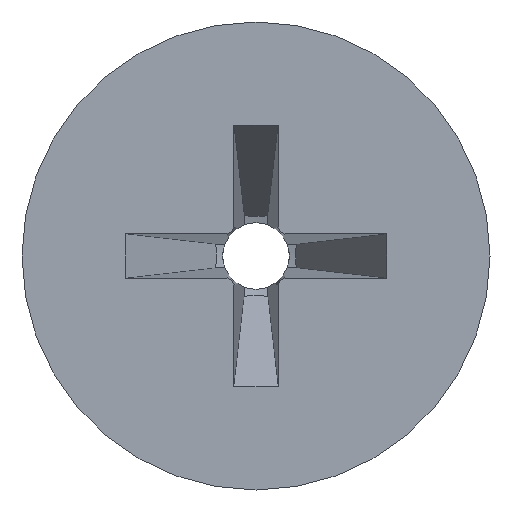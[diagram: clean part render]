
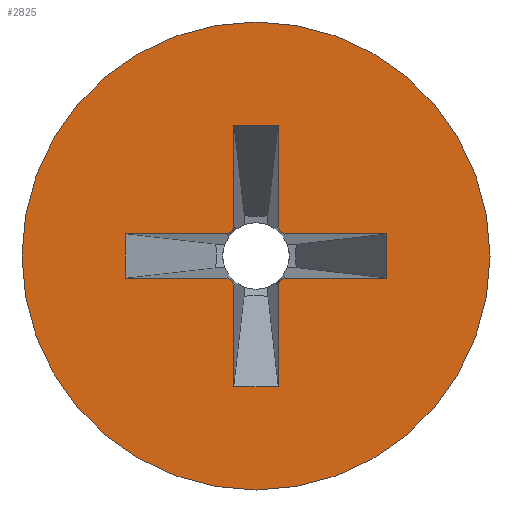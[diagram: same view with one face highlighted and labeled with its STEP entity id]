
A CAD part, left-side view. The second image highlights one B-rep face of the part: STEP entity #2825.
In plain terms, the highlighted planar face has unit normal (-1, 0, 0).
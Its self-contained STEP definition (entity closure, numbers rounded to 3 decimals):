
#115=CARTESIAN_POINT('',(0.,0.,0.));
#116=DIRECTION('',(-1.,0.,0.));
#117=DIRECTION('',(0.,1.,0.));
#118=AXIS2_PLACEMENT_3D('',#115,#116,#117);
#120=CARTESIAN_POINT('',(0.,0.,0.));
#121=DIRECTION('',(1.,0.,0.));
#122=DIRECTION('',(0.,1.,0.));
#123=AXIS2_PLACEMENT_3D('',#120,#121,#122);
#125=DIRECTION('',(0.,0.423,-0.906));
#126=VECTOR('',#125,0.102);
#127=CARTESIAN_POINT('',(0.,-0.486,-0.486));
#128=LINE('',#127,#126);
#129=DIRECTION('',(0.,0.906,-0.423));
#130=VECTOR('',#129,0.102);
#131=CARTESIAN_POINT('',(0.,-0.578,-0.443));
#132=LINE('',#131,#130);
#133=DIRECTION('',(0.,1.,0.));
#134=VECTOR('',#133,2.022);
#135=CARTESIAN_POINT('',(0.,-2.6,-0.443));
#136=LINE('',#135,#134);
#137=DIRECTION('',(0.,0.,-1.));
#138=VECTOR('',#137,0.885);
#139=CARTESIAN_POINT('',(0.,-2.6,0.443));
#140=LINE('',#139,#138);
#141=DIRECTION('',(0.,1.,0.));
#142=VECTOR('',#141,2.022);
#143=CARTESIAN_POINT('',(0.,-2.6,0.443));
#144=LINE('',#143,#142);
#145=DIRECTION('',(0.,0.906,0.423));
#146=VECTOR('',#145,0.102);
#147=CARTESIAN_POINT('',(0.,-0.578,0.443));
#148=LINE('',#147,#146);
#149=DIRECTION('',(0.,-0.423,-0.906));
#150=VECTOR('',#149,0.102);
#151=CARTESIAN_POINT('',(0.,-0.443,0.578));
#152=LINE('',#151,#150);
#153=DIRECTION('',(0.,0.,-1.));
#154=VECTOR('',#153,2.022);
#155=CARTESIAN_POINT('',(0.,-0.443,2.6));
#156=LINE('',#155,#154);
#157=DIRECTION('',(0.,1.,0.));
#158=VECTOR('',#157,0.885);
#159=CARTESIAN_POINT('',(0.,-0.443,2.6));
#160=LINE('',#159,#158);
#161=DIRECTION('',(0.,0.,-1.));
#162=VECTOR('',#161,2.022);
#163=CARTESIAN_POINT('',(0.,0.443,2.6));
#164=LINE('',#163,#162);
#165=DIRECTION('',(0.,0.423,-0.906));
#166=VECTOR('',#165,0.102);
#167=CARTESIAN_POINT('',(0.,0.443,0.578));
#168=LINE('',#167,#166);
#169=DIRECTION('',(0.,0.906,-0.423));
#170=VECTOR('',#169,0.102);
#171=CARTESIAN_POINT('',(0.,0.486,0.486));
#172=LINE('',#171,#170);
#173=DIRECTION('',(0.,1.,0.));
#174=VECTOR('',#173,2.022);
#175=CARTESIAN_POINT('',(0.,0.578,0.443));
#176=LINE('',#175,#174);
#177=DIRECTION('',(0.,0.,-1.));
#178=VECTOR('',#177,0.885);
#179=CARTESIAN_POINT('',(0.,2.6,0.443));
#180=LINE('',#179,#178);
#181=DIRECTION('',(0.,1.,0.));
#182=VECTOR('',#181,2.022);
#183=CARTESIAN_POINT('',(0.,0.578,-0.443));
#184=LINE('',#183,#182);
#185=DIRECTION('',(0.,0.906,0.423));
#186=VECTOR('',#185,0.102);
#187=CARTESIAN_POINT('',(0.,0.486,-0.486));
#188=LINE('',#187,#186);
#189=DIRECTION('',(0.,-0.423,-0.906));
#190=VECTOR('',#189,0.102);
#191=CARTESIAN_POINT('',(0.,0.486,-0.486));
#192=LINE('',#191,#190);
#193=DIRECTION('',(0.,0.,-1.));
#194=VECTOR('',#193,2.022);
#195=CARTESIAN_POINT('',(0.,0.443,-0.578));
#196=LINE('',#195,#194);
#197=DIRECTION('',(0.,1.,0.));
#198=VECTOR('',#197,0.885);
#199=CARTESIAN_POINT('',(0.,-0.443,-2.6));
#200=LINE('',#199,#198);
#201=DIRECTION('',(0.,0.,-1.));
#202=VECTOR('',#201,2.022);
#203=CARTESIAN_POINT('',(0.,-0.443,-0.578));
#204=LINE('',#203,#202);
#2652=CARTESIAN_POINT('',(0.,4.65,0.));
#2654=VERTEX_POINT('',#2652);
#2656=CARTESIAN_POINT('',(0.,-4.65,0.));
#2658=VERTEX_POINT('',#2656);
#2700=CARTESIAN_POINT('',(0.,-0.486,-0.486));
#2701=CARTESIAN_POINT('',(0.,-0.443,-0.578));
#2702=VERTEX_POINT('',#2700);
#2703=VERTEX_POINT('',#2701);
#2704=CARTESIAN_POINT('',(0.,-0.578,-0.443));
#2705=VERTEX_POINT('',#2704);
#2706=CARTESIAN_POINT('',(0.,-2.6,-0.443));
#2707=VERTEX_POINT('',#2706);
#2708=CARTESIAN_POINT('',(0.,-2.6,0.443));
#2709=VERTEX_POINT('',#2708);
#2710=CARTESIAN_POINT('',(0.,-0.578,0.443));
#2711=VERTEX_POINT('',#2710);
#2712=CARTESIAN_POINT('',(0.,-0.486,0.486));
#2713=VERTEX_POINT('',#2712);
#2714=CARTESIAN_POINT('',(0.,-0.443,0.578));
#2715=VERTEX_POINT('',#2714);
#2716=CARTESIAN_POINT('',(0.,-0.443,2.6));
#2717=VERTEX_POINT('',#2716);
#2718=CARTESIAN_POINT('',(0.,0.443,2.6));
#2719=VERTEX_POINT('',#2718);
#2720=CARTESIAN_POINT('',(0.,0.443,0.578));
#2721=VERTEX_POINT('',#2720);
#2722=CARTESIAN_POINT('',(0.,0.486,0.486));
#2723=VERTEX_POINT('',#2722);
#2724=CARTESIAN_POINT('',(0.,0.578,0.443));
#2725=VERTEX_POINT('',#2724);
#2726=CARTESIAN_POINT('',(0.,2.6,0.443));
#2727=VERTEX_POINT('',#2726);
#2728=CARTESIAN_POINT('',(0.,2.6,-0.443));
#2729=VERTEX_POINT('',#2728);
#2730=CARTESIAN_POINT('',(0.,0.578,-0.443));
#2731=VERTEX_POINT('',#2730);
#2732=CARTESIAN_POINT('',(0.,0.486,-0.486));
#2733=VERTEX_POINT('',#2732);
#2734=CARTESIAN_POINT('',(0.,0.443,-0.578));
#2735=VERTEX_POINT('',#2734);
#2736=CARTESIAN_POINT('',(0.,0.443,-2.6));
#2737=VERTEX_POINT('',#2736);
#2738=CARTESIAN_POINT('',(0.,-0.443,-2.6));
#2739=VERTEX_POINT('',#2738);
#2772=CARTESIAN_POINT('',(0.,0.,0.));
#2773=DIRECTION('',(1.,0.,0.));
#2774=DIRECTION('',(0.,-1.,0.));
#2775=AXIS2_PLACEMENT_3D('',#2772,#2773,#2774);
#2776=PLANE('',#2775);
#2778=ORIENTED_EDGE('',*,*,#2777,.F.);
#2780=ORIENTED_EDGE('',*,*,#2779,.T.);
#2781=EDGE_LOOP('',(#2778,#2780));
#2782=FACE_OUTER_BOUND('',#2781,.F.);
#2784=ORIENTED_EDGE('',*,*,#2783,.F.);
#2786=ORIENTED_EDGE('',*,*,#2785,.F.);
#2788=ORIENTED_EDGE('',*,*,#2787,.F.);
#2790=ORIENTED_EDGE('',*,*,#2789,.F.);
#2792=ORIENTED_EDGE('',*,*,#2791,.T.);
#2794=ORIENTED_EDGE('',*,*,#2793,.T.);
#2796=ORIENTED_EDGE('',*,*,#2795,.F.);
#2798=ORIENTED_EDGE('',*,*,#2797,.F.);
#2800=ORIENTED_EDGE('',*,*,#2799,.T.);
#2802=ORIENTED_EDGE('',*,*,#2801,.T.);
#2804=ORIENTED_EDGE('',*,*,#2803,.T.);
#2806=ORIENTED_EDGE('',*,*,#2805,.T.);
#2808=ORIENTED_EDGE('',*,*,#2807,.T.);
#2810=ORIENTED_EDGE('',*,*,#2809,.T.);
#2812=ORIENTED_EDGE('',*,*,#2811,.F.);
#2814=ORIENTED_EDGE('',*,*,#2813,.F.);
#2816=ORIENTED_EDGE('',*,*,#2815,.T.);
#2818=ORIENTED_EDGE('',*,*,#2817,.T.);
#2820=ORIENTED_EDGE('',*,*,#2819,.F.);
#2822=ORIENTED_EDGE('',*,*,#2821,.F.);
#2823=EDGE_LOOP('',(#2784,#2786,#2788,#2790,#2792,#2794,#2796,#2798,#2800,#2802,
#2804,#2806,#2808,#2810,#2812,#2814,#2816,#2818,#2820,#2822));
#2824=FACE_BOUND('',#2823,.F.);
#119=CIRCLE('',#118,4.65);
#124=CIRCLE('',#123,4.65);
#2777=EDGE_CURVE('',#2654,#2658,#119,.T.);
#2779=EDGE_CURVE('',#2654,#2658,#124,.T.);
#2783=EDGE_CURVE('',#2702,#2703,#128,.T.);
#2785=EDGE_CURVE('',#2705,#2702,#132,.T.);
#2787=EDGE_CURVE('',#2707,#2705,#136,.T.);
#2789=EDGE_CURVE('',#2709,#2707,#140,.T.);
#2791=EDGE_CURVE('',#2709,#2711,#144,.T.);
#2793=EDGE_CURVE('',#2711,#2713,#148,.T.);
#2795=EDGE_CURVE('',#2715,#2713,#152,.T.);
#2797=EDGE_CURVE('',#2717,#2715,#156,.T.);
#2799=EDGE_CURVE('',#2717,#2719,#160,.T.);
#2801=EDGE_CURVE('',#2719,#2721,#164,.T.);
#2803=EDGE_CURVE('',#2721,#2723,#168,.T.);
#2805=EDGE_CURVE('',#2723,#2725,#172,.T.);
#2807=EDGE_CURVE('',#2725,#2727,#176,.T.);
#2809=EDGE_CURVE('',#2727,#2729,#180,.T.);
#2811=EDGE_CURVE('',#2731,#2729,#184,.T.);
#2813=EDGE_CURVE('',#2733,#2731,#188,.T.);
#2815=EDGE_CURVE('',#2733,#2735,#192,.T.);
#2817=EDGE_CURVE('',#2735,#2737,#196,.T.);
#2819=EDGE_CURVE('',#2739,#2737,#200,.T.);
#2821=EDGE_CURVE('',#2703,#2739,#204,.T.);
#2825=ADVANCED_FACE('',(#2782,#2824),#2776,.F.);
